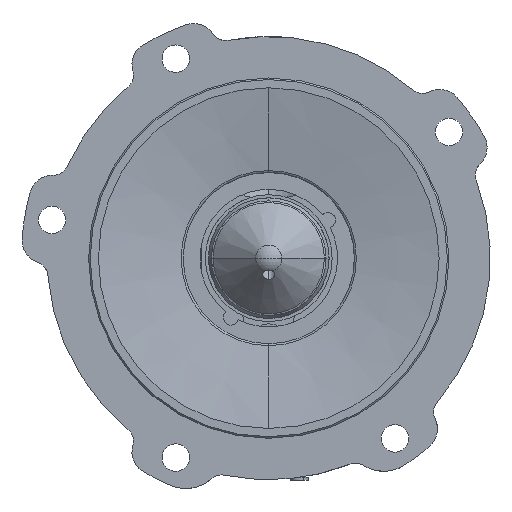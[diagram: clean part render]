
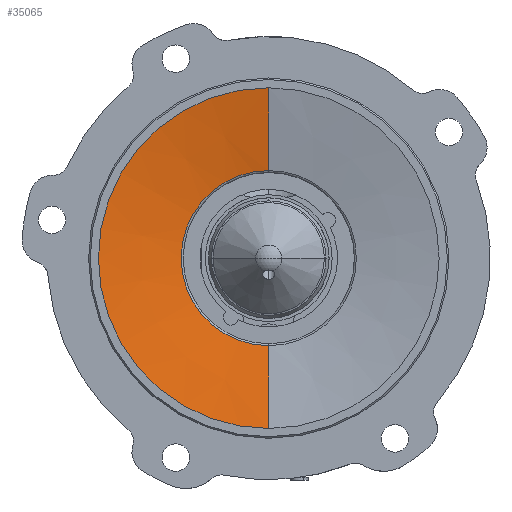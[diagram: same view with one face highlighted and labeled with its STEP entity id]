
A CAD part, front view. The second image highlights one B-rep face of the part: STEP entity #35065.
In plain terms, the highlighted conical face has half-angle 79.5 degrees and reference radius 57.308 mm.
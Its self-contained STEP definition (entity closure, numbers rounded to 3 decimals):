
#8685 = CIRCLE ( 'NONE', #28662, 111.5 ) ;
#8692 = LINE ( 'NONE', #40900, #8713 ) ;
#8702 = VECTOR ( 'NONE', #40932, 1000. ) ;
#8706 = LINE ( 'NONE', #40926, #8702 ) ;
#8713 = VECTOR ( 'NONE', #40939, 1000. ) ;
#8720 = CIRCLE ( 'NONE', #28673, 57.308 ) ;
#10257 = ORIENTED_EDGE ( 'NONE', *, *, #25236, .F. ) ;
#10260 = ORIENTED_EDGE ( 'NONE', *, *, #25235, .T. ) ;
#10264 = ORIENTED_EDGE ( 'NONE', *, *, #25229, .T. ) ;
#10271 = ORIENTED_EDGE ( 'NONE', *, *, #25237, .F. ) ;
#13127 = DIRECTION ( 'NONE',  ( 0., -1., 0. ) ) ;
#13144 = DIRECTION ( 'NONE',  ( 0., 0., -1. ) ) ;
#13150 = CARTESIAN_POINT ( 'NONE',  ( 0., 13.744, 0. ) ) ;
#17623 = CARTESIAN_POINT ( 'NONE',  ( 0., 13.744, -57.308 ) ) ;
#17626 = CARTESIAN_POINT ( 'NONE',  ( 0., 3.7, 111.5 ) ) ;
#17627 = CARTESIAN_POINT ( 'NONE',  ( 0., 3.7, -111.5 ) ) ;
#18230 = CARTESIAN_POINT ( 'NONE',  ( 0., 13.744, 57.308 ) ) ;
#22946 = EDGE_LOOP ( 'NONE', ( #10257, #10260, #10264, #10271 ) ) ;
#25229 = EDGE_CURVE ( 'NONE', #29071, #29069, #8685, .T. ) ;
#25235 = EDGE_CURVE ( 'NONE', #28818, #29071, #8692, .T. ) ;
#25236 = EDGE_CURVE ( 'NONE', #28818, #29074, #8720, .T. ) ;
#25237 = EDGE_CURVE ( 'NONE', #29074, #29069, #8706, .T. ) ;
#25804 = AXIS2_PLACEMENT_3D ( 'NONE', #13150, #13127, #13144 ) ;
#28662 = AXIS2_PLACEMENT_3D ( 'NONE', #40656, #40906, #40907 ) ;
#28673 = AXIS2_PLACEMENT_3D ( 'NONE', #40930, #40936, #40938 ) ;
#28818 = VERTEX_POINT ( 'NONE', #18230 ) ;
#29069 = VERTEX_POINT ( 'NONE', #17627 ) ;
#29071 = VERTEX_POINT ( 'NONE', #17626 ) ;
#29074 = VERTEX_POINT ( 'NONE', #17623 ) ;
#35065 = ADVANCED_FACE ( 'NONE', ( #45464 ), #45475, .F. ) ;
#40656 = CARTESIAN_POINT ( 'NONE',  ( 0., 3.7, 0. ) ) ;
#40900 = CARTESIAN_POINT ( 'NONE',  ( 0., 13.744, 57.308 ) ) ;
#40906 = DIRECTION ( 'NONE',  ( 0., -1., 0. ) ) ;
#40907 = DIRECTION ( 'NONE',  ( 0., 0., -1. ) ) ;
#40926 = CARTESIAN_POINT ( 'NONE',  ( 0., 13.744, -57.308 ) ) ;
#40930 = CARTESIAN_POINT ( 'NONE',  ( 0., 13.744, 0. ) ) ;
#40932 = DIRECTION ( 'NONE',  ( 0., -0.182, -0.983 ) ) ;
#40936 = DIRECTION ( 'NONE',  ( 0., -1., 0. ) ) ;
#40938 = DIRECTION ( 'NONE',  ( 0., 0., -1. ) ) ;
#40939 = DIRECTION ( 'NONE',  ( 0., -0.182, 0.983 ) ) ;
#45464 = FACE_OUTER_BOUND ( 'NONE', #22946, .T. ) ;
#45475 = CONICAL_SURFACE ( 'NONE', #25804, 57.308, 1.388 ) ;
